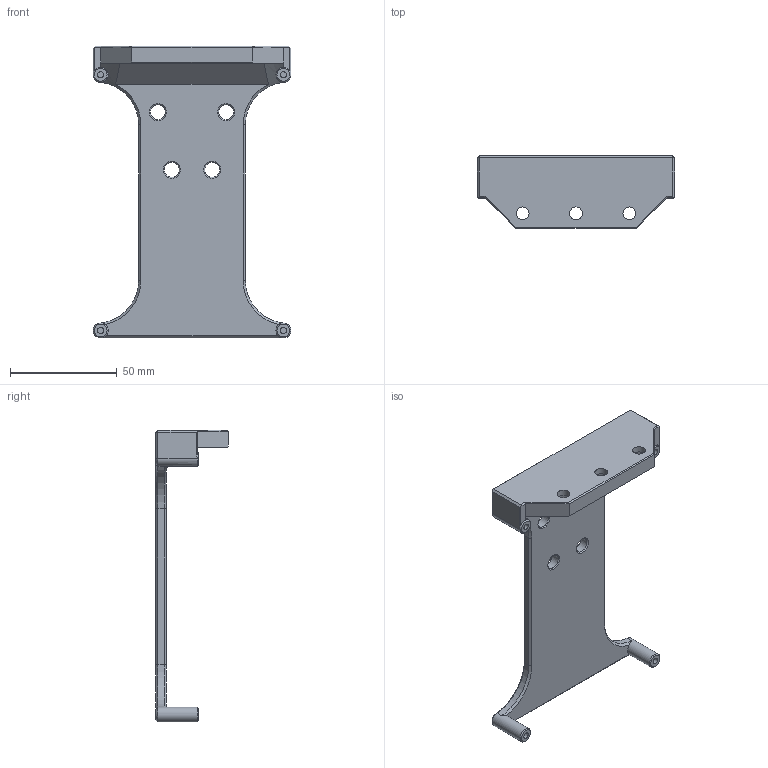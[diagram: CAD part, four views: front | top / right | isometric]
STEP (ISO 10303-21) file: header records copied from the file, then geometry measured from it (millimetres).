
FILE_DESCRIPTION(/* description */ (''),/* implementation_level */ '2;1');
FILE_NAME(/* name */ 'DLP4710MountPlate.step',/* time_stamp */ '2020-09-10T16:01:01+02:00',/* author */ (''),/* organization */ (''),/* preprocessor_version */ 'ST-DEVELOPER v18.1',/* originating_system */ 'Autodesk Translation Framework v9.3.0.1241',/* authorisation */ '');
FILE_SCHEMA (('AUTOMOTIVE_DESIGN { 1 0 10303 214 3 1 1 }'));
Length unit declared in the file: millimetre
Products named in the file (1): DLP4710 Mount
Bounding box: 92.7 x 34 x 136.88 mm (x, y, z)
Volume: 63459.4 mm3; surface area: 24992.8 mm2
Topology: 1 solids, 1 shells, 95 faces, 219 edges, 133 vertices
Faces by surface type: plane 49, cone 24, cylinder 22
Full cylindrical faces by diameter (mm): 2.9 x4, 6 x3, 7 x6, 10.5 x3
Entity records: 2763 total; most frequent: CARTESIAN_POINT 531, DIRECTION 472, ORIENTED_EDGE 438, EDGE_CURVE 219, AXIS2_PLACEMENT_3D 173, VERTEX_POINT 133, LINE 126, VECTOR 126
